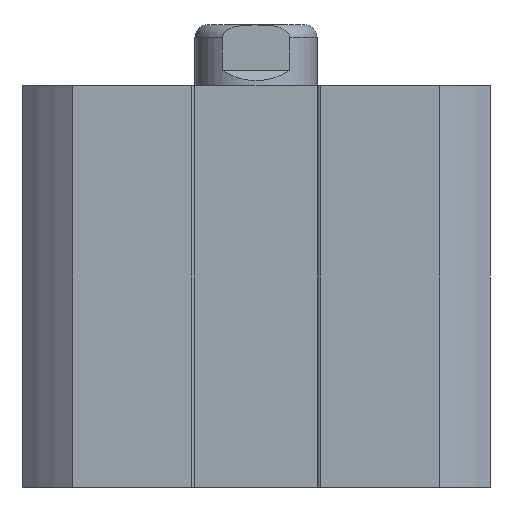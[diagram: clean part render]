
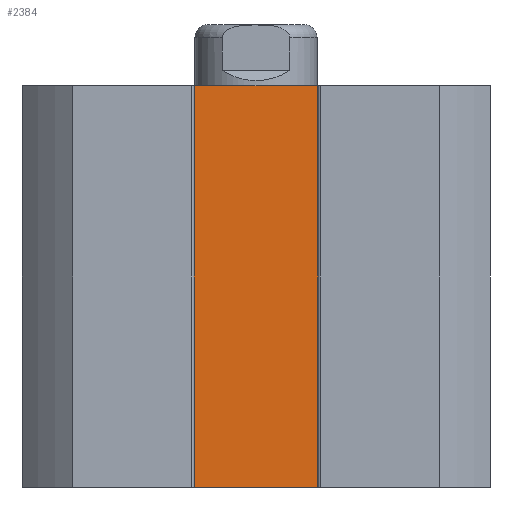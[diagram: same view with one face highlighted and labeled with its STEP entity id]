
A CAD part, front view. The second image highlights one B-rep face of the part: STEP entity #2384.
In plain terms, the highlighted planar face has unit normal (0, -1, 0).
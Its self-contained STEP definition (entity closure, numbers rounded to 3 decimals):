
#936=CARTESIAN_POINT('',(6.124,-19.0,0.0));
#937=VERTEX_POINT('',#936);
#945=CARTESIAN_POINT('',(-6.124,-19.,0.0));
#946=VERTEX_POINT('',#945);
#947=CARTESIAN_POINT('',(-6.124,-19.,0.0));
#948=DIRECTION('',(1.0,0.0,0.0));
#949=VECTOR('',#948,12.247);
#950=LINE('',#947,#949);
#951=EDGE_CURVE('',#946,#937,#950,.T.);
#1606=CARTESIAN_POINT('',(-6.124,-19.,39.5));
#1607=VERTEX_POINT('',#1606);
#1615=CARTESIAN_POINT('',(6.124,-19.0,39.5));
#1616=VERTEX_POINT('',#1615);
#1617=CARTESIAN_POINT('',(6.124,-19.0,39.5));
#1618=DIRECTION('',(-1.0,0.0,0.0));
#1619=VECTOR('',#1618,12.247);
#1620=LINE('',#1617,#1619);
#1621=EDGE_CURVE('',#1616,#1607,#1620,.T.);
#2363=CARTESIAN_POINT('',(6.124,-19.0,0.0));
#2364=DIRECTION('',(0.0,-1.0,0.0));
#2365=DIRECTION('',(0.0,0.0,-1.0));
#2366=AXIS2_PLACEMENT_3D('',#2363,#2364,#2365);
#2367=PLANE('',#2366);
#2368=ORIENTED_EDGE('',*,*,#1621,.T.);
#2369=CARTESIAN_POINT('',(-6.124,-19.,0.0));
#2370=DIRECTION('',(0.0,0.0,1.0));
#2371=VECTOR('',#2370,39.5);
#2372=LINE('',#2369,#2371);
#2373=EDGE_CURVE('',#946,#1607,#2372,.T.);
#2374=ORIENTED_EDGE('',*,*,#2373,.F.);
#2375=ORIENTED_EDGE('',*,*,#951,.T.);
#2376=CARTESIAN_POINT('',(6.124,-19.0,0.0));
#2377=DIRECTION('',(0.0,0.0,1.0));
#2378=VECTOR('',#2377,39.5);
#2379=LINE('',#2376,#2378);
#2380=EDGE_CURVE('',#937,#1616,#2379,.T.);
#2381=ORIENTED_EDGE('',*,*,#2380,.T.);
#2382=EDGE_LOOP('',(#2368,#2374,#2375,#2381));
#2383=FACE_OUTER_BOUND('',#2382,.T.);
#2384=ADVANCED_FACE('',(#2383),#2367,.T.);
